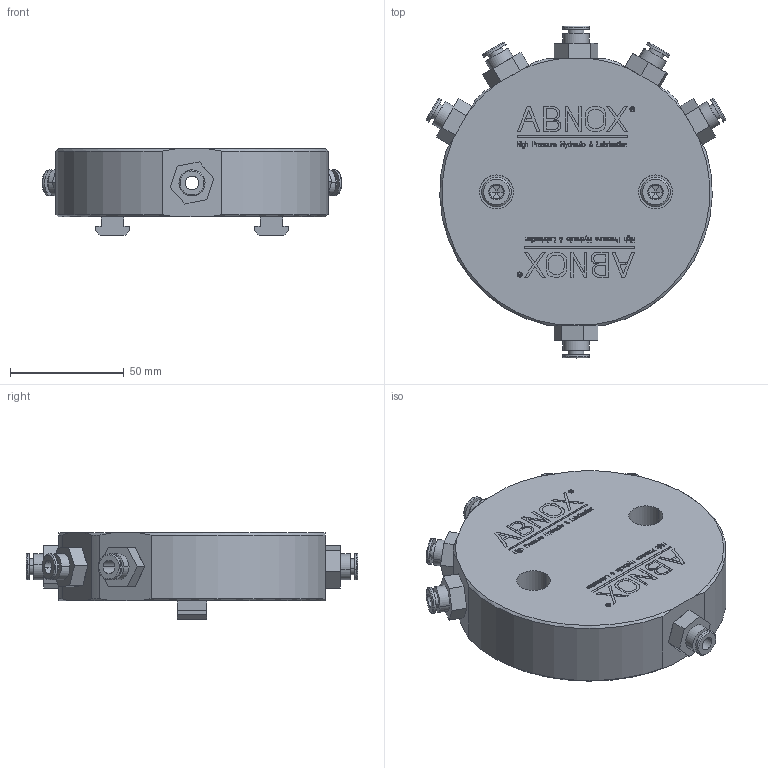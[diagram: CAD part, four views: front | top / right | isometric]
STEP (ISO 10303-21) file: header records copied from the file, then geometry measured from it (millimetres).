
FILE_DESCRIPTION((''),'2;1');
FILE_NAME('002-83268_ASM','2025-11-19T15:10:25',('matthias.frey'),(''),'CREO PARAMETRIC BY PTC INC, 2025323','CREO PARAMETRIC BY PTC INC, 2025323','');
FILE_SCHEMA(('CONFIG_CONTROL_DESIGN'));
Length unit declared in the file: millimetre
Products named in the file (5): 40805-00; 86340-05; D912M8L16-8_8-VERZ; NS40M8; 002-83268_ASM
Assembly tree (11 placements, depth 2):
  002-83268_ASM
    40805-00
    86340-05  x6
    D912M8L16-8_8-VERZ  x2
    NS40M8  x2
Bounding box: 131.95 x 146.15 x 38 mm (x, y, z)
Volume: 309079.1 mm3; surface area: 71704.7 mm2
Topology: 11 solids, 27 shells, 2500 faces, 6840 edges, 4530 vertices
Faces by surface type: plane 2232, cylinder 172, cone 68, torus 28
Entity records: 72349 total; most frequent: CARTESIAN_POINT 13298, ORIENTED_EDGE 12696, DIRECTION 11176, EDGE_CURVE 6366, VECTOR 6068, LINE 6068, VERTEX_POINT 4229, AXIS2_PLACEMENT_3D 2554
